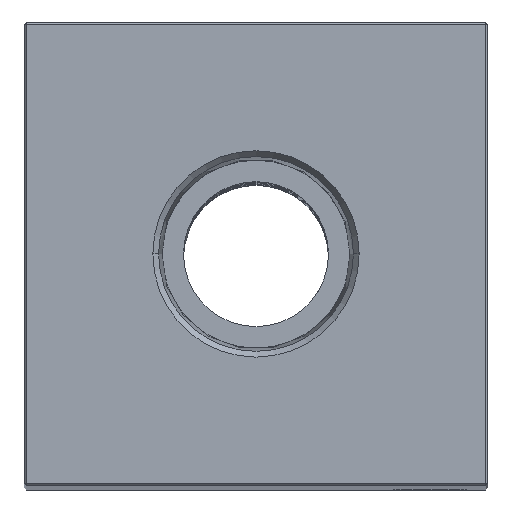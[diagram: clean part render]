
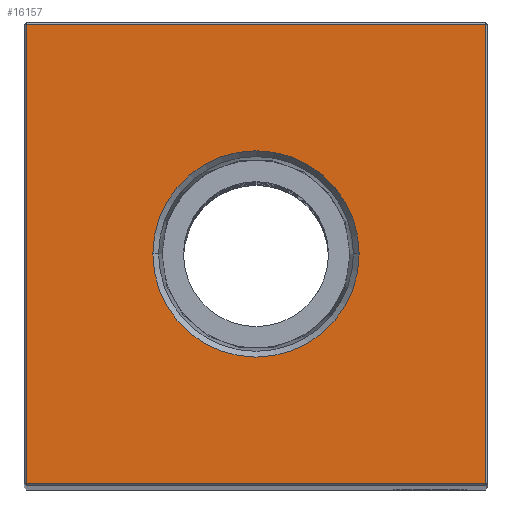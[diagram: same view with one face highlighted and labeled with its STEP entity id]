
A CAD part, top view. The second image highlights one B-rep face of the part: STEP entity #16157.
In plain terms, the highlighted planar face has unit normal (0, 0, 1).
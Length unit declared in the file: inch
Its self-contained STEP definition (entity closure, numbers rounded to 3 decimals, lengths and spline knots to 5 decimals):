
#518 = ORIENTED_EDGE ( 'NONE', *, *, #26748, .T. ) ;
#526 = AXIS2_PLACEMENT_3D ( 'NONE', #14539, #4129, #1702 ) ;
#533 = CARTESIAN_POINT ( 'NONE',  ( 0.44487, 0., 10.25 ) ) ;
#560 = CARTESIAN_POINT ( 'NONE',  ( -0.99, -0.99, 10.25 ) ) ;
#887 = VERTEX_POINT ( 'NONE', #20526 ) ;
#1702 = DIRECTION ( 'NONE',  ( 1., 0., 0. ) ) ;
#1851 = FACE_OUTER_BOUND ( 'NONE', #13465, .T. ) ;
#2025 = EDGE_CURVE ( 'NONE', #9152, #9790, #24727, .T. ) ;
#2796 = LINE ( 'NONE', #19288, #20602 ) ;
#4129 = DIRECTION ( 'NONE',  ( 0., 0., 1. ) ) ;
#4145 = FACE_BOUND ( 'NONE', #22811, .T. ) ;
#4281 = DIRECTION ( 'NONE',  ( -1., 0., 0. ) ) ;
#4431 = DIRECTION ( 'NONE',  ( 1., 0., 0. ) ) ;
#4744 = CARTESIAN_POINT ( 'NONE',  ( -0.44487, 0., 10.25 ) ) ;
#4795 = CIRCLE ( 'NONE', #9538, 0.44487 ) ;
#6420 = DIRECTION ( 'NONE',  ( -1., 0., 0. ) ) ;
#6963 = LINE ( 'NONE', #17229, #17353 ) ;
#8476 = PLANE ( 'NONE',  #20069 ) ;
#8538 = DIRECTION ( 'NONE',  ( 0., 1., 0. ) ) ;
#8860 = CARTESIAN_POINT ( 'NONE',  ( 0., 0., 10.25 ) ) ;
#9096 = ORIENTED_EDGE ( 'NONE', *, *, #10786, .T. ) ;
#9152 = VERTEX_POINT ( 'NONE', #533 ) ;
#9538 = AXIS2_PLACEMENT_3D ( 'NONE', #8860, #23340, #11015 ) ;
#9790 = VERTEX_POINT ( 'NONE', #4744 ) ;
#10126 = VERTEX_POINT ( 'NONE', #26712 ) ;
#10503 = CARTESIAN_POINT ( 'NONE',  ( 0., 0., 10.25 ) ) ;
#10547 = EDGE_CURVE ( 'NONE', #887, #10126, #21521, .T. ) ;
#10593 = CARTESIAN_POINT ( 'NONE',  ( -0.99, 0.99, 10.25 ) ) ;
#10786 = EDGE_CURVE ( 'NONE', #19804, #20328, #22442, .T. ) ;
#11015 = DIRECTION ( 'NONE',  ( 1., 0., 0. ) ) ;
#11727 = VECTOR ( 'NONE', #8538, 39.37008 ) ;
#12151 = CARTESIAN_POINT ( 'NONE',  ( -0.99, 0., 10.25 ) ) ;
#12513 = ORIENTED_EDGE ( 'NONE', *, *, #2025, .F. ) ;
#13465 = EDGE_LOOP ( 'NONE', ( #9096, #26484, #16006, #518 ) ) ;
#13750 = ORIENTED_EDGE ( 'NONE', *, *, #25322, .F. ) ;
#14539 = CARTESIAN_POINT ( 'NONE',  ( 0., 0., 10.25 ) ) ;
#16006 = ORIENTED_EDGE ( 'NONE', *, *, #10547, .T. ) ;
#16157 = ADVANCED_FACE ( 'NONE', ( #1851, #4145 ), #8476, .F. ) ;
#16408 = VECTOR ( 'NONE', #16481, 39.37008 ) ;
#16481 = DIRECTION ( 'NONE',  ( 0., -1., 0. ) ) ;
#17229 = CARTESIAN_POINT ( 'NONE',  ( 0., 0.99, 10.25 ) ) ;
#17353 = VECTOR ( 'NONE', #6420, 39.37008 ) ;
#18803 = CARTESIAN_POINT ( 'NONE',  ( 0.99, 0., 10.25 ) ) ;
#19288 = CARTESIAN_POINT ( 'NONE',  ( 0., -0.99, 10.25 ) ) ;
#19804 = VERTEX_POINT ( 'NONE', #10593 ) ;
#20069 = AXIS2_PLACEMENT_3D ( 'NONE', #10503, #22410, #4281 ) ;
#20328 = VERTEX_POINT ( 'NONE', #560 ) ;
#20526 = CARTESIAN_POINT ( 'NONE',  ( 0.99, -0.99, 10.25 ) ) ;
#20602 = VECTOR ( 'NONE', #4431, 39.37008 ) ;
#20834 = EDGE_CURVE ( 'NONE', #20328, #887, #2796, .T. ) ;
#21521 = LINE ( 'NONE', #18803, #11727 ) ;
#22410 = DIRECTION ( 'NONE',  ( 0., 0., -1. ) ) ;
#22442 = LINE ( 'NONE', #12151, #16408 ) ;
#22811 = EDGE_LOOP ( 'NONE', ( #12513, #13750 ) ) ;
#23340 = DIRECTION ( 'NONE',  ( 0., 0., 1. ) ) ;
#24727 = CIRCLE ( 'NONE', #526, 0.44487 ) ;
#25322 = EDGE_CURVE ( 'NONE', #9790, #9152, #4795, .T. ) ;
#26484 = ORIENTED_EDGE ( 'NONE', *, *, #20834, .T. ) ;
#26712 = CARTESIAN_POINT ( 'NONE',  ( 0.99, 0.99, 10.25 ) ) ;
#26748 = EDGE_CURVE ( 'NONE', #10126, #19804, #6963, .T. ) ;
